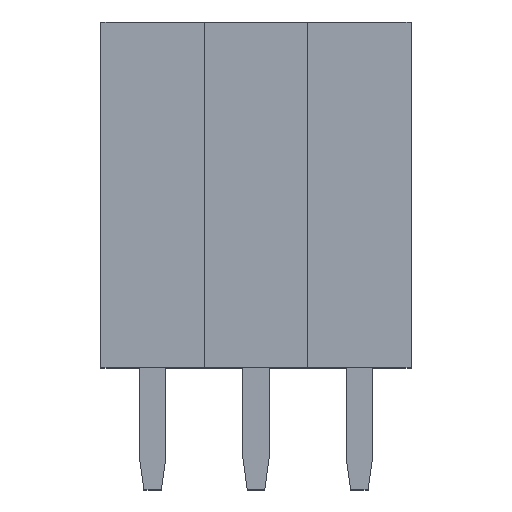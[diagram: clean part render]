
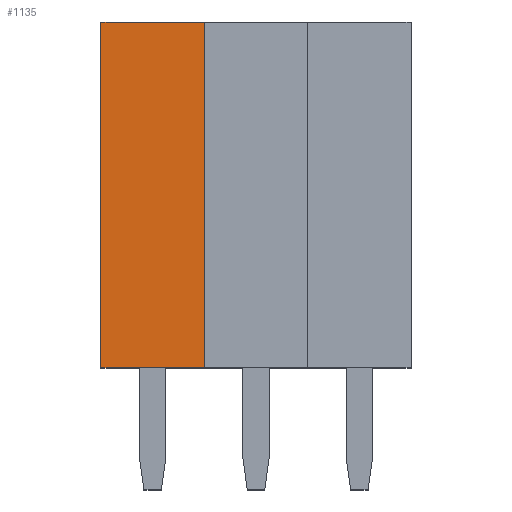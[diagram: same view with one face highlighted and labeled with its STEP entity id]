
A CAD part, top view. The second image highlights one B-rep face of the part: STEP entity #1135.
In plain terms, the highlighted planar face has unit normal (0, 0, 1).
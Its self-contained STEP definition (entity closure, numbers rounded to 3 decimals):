
#60 = CARTESIAN_POINT ( 'NONE',  ( 1.27, 8.5, 1.27 ) ) ;
#180 = ORIENTED_EDGE ( 'NONE', *, *, #368, .F. ) ;
#368 = EDGE_CURVE ( 'NONE', #1703, #1829, #829, .T. ) ;
#421 = EDGE_CURVE ( 'NONE', #837, #1125, #1120, .T. ) ;
#506 = FACE_OUTER_BOUND ( 'NONE', #1154, .T. ) ;
#526 = CARTESIAN_POINT ( 'NONE',  ( 1.27, 0., 1.27 ) ) ;
#631 = VECTOR ( 'NONE', #985, 1000. ) ;
#671 = CARTESIAN_POINT ( 'NONE',  ( -1.27, 8.5, 1.27 ) ) ;
#829 = LINE ( 'NONE', #671, #884 ) ;
#837 = VERTEX_POINT ( 'NONE', #60 ) ;
#884 = VECTOR ( 'NONE', #1007, 1000. ) ;
#985 = DIRECTION ( 'NONE',  ( 1., 0., 0. ) ) ;
#1007 = DIRECTION ( 'NONE',  ( 0., 1., 0. ) ) ;
#1013 = DIRECTION ( 'NONE',  ( 0., -1., 0. ) ) ;
#1056 = CARTESIAN_POINT ( 'NONE',  ( 1.27, 8.5, 1.27 ) ) ;
#1099 = ORIENTED_EDGE ( 'NONE', *, *, #421, .F. ) ;
#1120 = LINE ( 'NONE', #1377, #1422 ) ;
#1125 = VERTEX_POINT ( 'NONE', #2136 ) ;
#1135 = ADVANCED_FACE ( 'NONE', ( #506 ), #1784, .F. ) ;
#1154 = EDGE_LOOP ( 'NONE', ( #1099, #1460, #180, #2200 ) ) ;
#1186 = EDGE_CURVE ( 'NONE', #1125, #1703, #1278, .T. ) ;
#1278 = LINE ( 'NONE', #526, #1776 ) ;
#1377 = CARTESIAN_POINT ( 'NONE',  ( 1.27, 8.5, 1.27 ) ) ;
#1392 = CARTESIAN_POINT ( 'NONE',  ( -1.27, 8.5, 1.27 ) ) ;
#1422 = VECTOR ( 'NONE', #1013, 1000. ) ;
#1460 = ORIENTED_EDGE ( 'NONE', *, *, #1690, .F. ) ;
#1591 = LINE ( 'NONE', #2035, #631 ) ;
#1630 = DIRECTION ( 'NONE',  ( -1., 0., 0. ) ) ;
#1690 = EDGE_CURVE ( 'NONE', #1829, #837, #1591, .T. ) ;
#1703 = VERTEX_POINT ( 'NONE', #2226 ) ;
#1776 = VECTOR ( 'NONE', #1796, 1000. ) ;
#1784 = PLANE ( 'NONE',  #2063 ) ;
#1796 = DIRECTION ( 'NONE',  ( -1., 0., 0. ) ) ;
#1829 = VERTEX_POINT ( 'NONE', #1392 ) ;
#2035 = CARTESIAN_POINT ( 'NONE',  ( 1.27, 8.5, 1.27 ) ) ;
#2063 = AXIS2_PLACEMENT_3D ( 'NONE', #1056, #2301, #1630 ) ;
#2136 = CARTESIAN_POINT ( 'NONE',  ( 1.27, 0., 1.27 ) ) ;
#2200 = ORIENTED_EDGE ( 'NONE', *, *, #1186, .F. ) ;
#2226 = CARTESIAN_POINT ( 'NONE',  ( -1.27, 0., 1.27 ) ) ;
#2301 = DIRECTION ( 'NONE',  ( 0., 0., -1. ) ) ;
